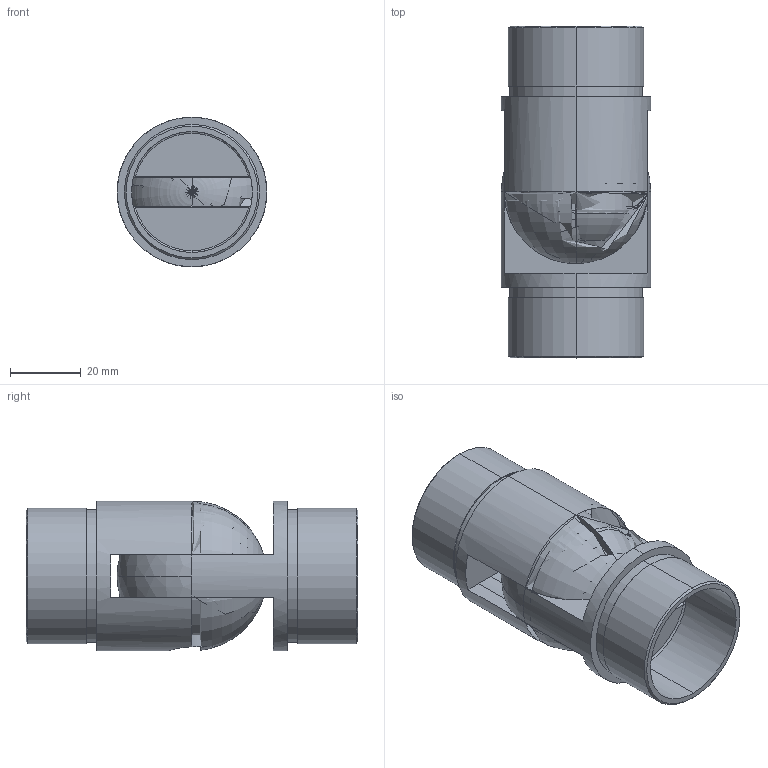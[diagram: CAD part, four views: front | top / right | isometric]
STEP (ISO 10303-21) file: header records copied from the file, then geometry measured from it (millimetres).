
FILE_DESCRIPTION (( 'STEP AP203' ), '1' );
FILE_NAME ('A_0302-242-B.STEP', '2023-10-06T08:13:16', ( '' ), ( '' ), 'SwSTEP 2.0', 'SolidWorks 2019', '' );
FILE_SCHEMA (( 'CONFIG_CONTROL_DESIGN' ));
Length unit declared in the file: millimetre
Products named in the file (4): A_0302-242-B P2; SKRUTKA DIN 912 8.8 Zink._M 8 x 20; A_0302-242-B; A_0302-242-B P1
Assembly tree (3 placements, depth 2):
  A_0302-242-B
    A_0302-242-B P1
    A_0302-242-B P2
    SKRUTKA DIN 912 8.8 Zink._M 8 x 20
Bounding box: 42.4 x 94 x 42.4 mm (x, y, z)
Volume: 31230.9 mm3; surface area: 65962.4 mm2
Topology: 3 solids, 3 shells, 233 faces, 583 edges, 323 vertices
Faces by surface type: cylinder 69, torus 62, plane 53, bspline 29, cone 18, sphere 2
Entity records: 8720 total; most frequent: CARTESIAN_POINT 3052, DIRECTION 1156, ORIENTED_EDGE 1094, EDGE_CURVE 547, AXIS2_PLACEMENT_3D 496, VERTEX_POINT 321, CIRCLE 286, EDGE_LOOP 250
